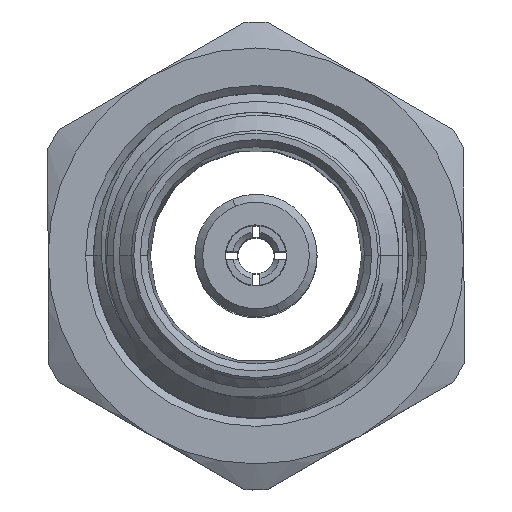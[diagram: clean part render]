
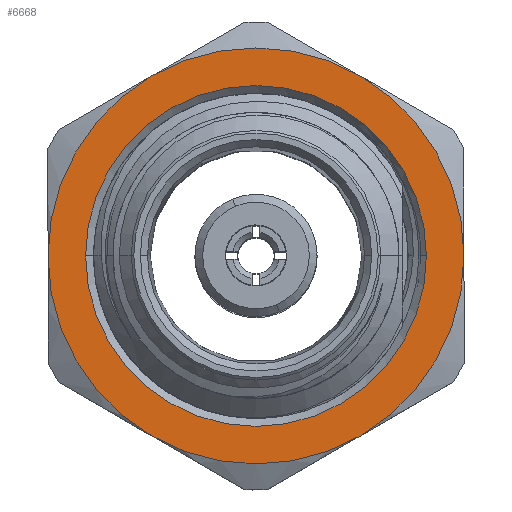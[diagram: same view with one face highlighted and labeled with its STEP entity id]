
A CAD part, top view. The second image highlights one B-rep face of the part: STEP entity #6668.
In plain terms, the highlighted planar face has unit normal (0, 0, 1).
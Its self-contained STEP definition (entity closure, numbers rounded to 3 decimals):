
#24 = CARTESIAN_POINT ( 'NONE',  ( 0., 0., 19.499 ) ) ;
#65 = CARTESIAN_POINT ( 'NONE',  ( 0., 0., 19.499 ) ) ;
#139 = ORIENTED_EDGE ( 'NONE', *, *, #699, .T. ) ;
#311 = PLANE ( 'NONE',  #6739 ) ;
#699 = EDGE_CURVE ( 'NONE', #13454, #18760, #15324, .T. ) ;
#738 = DIRECTION ( 'NONE',  ( 0., 0., 1. ) ) ;
#1036 = CARTESIAN_POINT ( 'NONE',  ( 0., 0., 19.499 ) ) ;
#1423 = EDGE_CURVE ( 'NONE', #17521, #9656, #9251, .T. ) ;
#1645 = DIRECTION ( 'NONE',  ( 1., 0., 0. ) ) ;
#1784 = DIRECTION ( 'NONE',  ( 0., 0., 1. ) ) ;
#1925 = DIRECTION ( 'NONE',  ( 1., 0., 0. ) ) ;
#2221 = CARTESIAN_POINT ( 'NONE',  ( 0., 0., 19.499 ) ) ;
#2646 = AXIS2_PLACEMENT_3D ( 'NONE', #10652, #6000, #11062 ) ;
#2807 = EDGE_CURVE ( 'NONE', #3939, #3555, #8614, .T. ) ;
#3213 = CIRCLE ( 'NONE', #11967, 8. ) ;
#3244 = CARTESIAN_POINT ( 'NONE',  ( -4.001, 6.928, 19.499 ) ) ;
#3555 = VERTEX_POINT ( 'NONE', #7875 ) ;
#3818 = EDGE_LOOP ( 'NONE', ( #14128, #12831 ) ) ;
#3871 = DIRECTION ( 'NONE',  ( 1., 0., 0. ) ) ;
#3939 = VERTEX_POINT ( 'NONE', #8310 ) ;
#4451 = EDGE_CURVE ( 'NONE', #18760, #8811, #13463, .T. ) ;
#5013 = CIRCLE ( 'NONE', #2646, 8. ) ;
#5478 = EDGE_CURVE ( 'NONE', #3555, #5986, #11765, .T. ) ;
#5986 = VERTEX_POINT ( 'NONE', #3244 ) ;
#6000 = DIRECTION ( 'NONE',  ( 0., 0., 1. ) ) ;
#6449 = DIRECTION ( 'NONE',  ( 0., 0., 1. ) ) ;
#6633 = FACE_OUTER_BOUND ( 'NONE', #14354, .T. ) ;
#6668 = ADVANCED_FACE ( 'NONE', ( #11381, #6633 ), #311, .T. ) ;
#6739 = AXIS2_PLACEMENT_3D ( 'NONE', #11590, #1784, #17818 ) ;
#7155 = DIRECTION ( 'NONE',  ( 0., 0., 1. ) ) ;
#7163 = DIRECTION ( 'NONE',  ( 1., 0., 0. ) ) ;
#7402 = ORIENTED_EDGE ( 'NONE', *, *, #5478, .T. ) ;
#7875 = CARTESIAN_POINT ( 'NONE',  ( 3.999, 6.929, 19.499 ) ) ;
#8158 = CARTESIAN_POINT ( 'NONE',  ( 0., 0., 19.499 ) ) ;
#8310 = CARTESIAN_POINT ( 'NONE',  ( 8., 0.001, 19.499 ) ) ;
#8579 = AXIS2_PLACEMENT_3D ( 'NONE', #2221, #11711, #8654 ) ;
#8614 = CIRCLE ( 'NONE', #13343, 8. ) ;
#8654 = DIRECTION ( 'NONE',  ( 1., 0., 0. ) ) ;
#8811 = VERTEX_POINT ( 'NONE', #15108 ) ;
#9251 = CIRCLE ( 'NONE', #8579, 6.555 ) ;
#9656 = VERTEX_POINT ( 'NONE', #13766 ) ;
#9663 = DIRECTION ( 'NONE',  ( 0., 0., 1. ) ) ;
#9929 = AXIS2_PLACEMENT_3D ( 'NONE', #1036, #7155, #13702 ) ;
#10645 = CARTESIAN_POINT ( 'NONE',  ( 0., 0., 19.499 ) ) ;
#10652 = CARTESIAN_POINT ( 'NONE',  ( 0., 0., 19.499 ) ) ;
#10816 = ORIENTED_EDGE ( 'NONE', *, *, #11535, .T. ) ;
#11062 = DIRECTION ( 'NONE',  ( 1., 0., 0. ) ) ;
#11381 = FACE_BOUND ( 'NONE', #3818, .T. ) ;
#11482 = CARTESIAN_POINT ( 'NONE',  ( -3.999, -6.929, 19.499 ) ) ;
#11535 = EDGE_CURVE ( 'NONE', #5986, #13454, #5013, .T. ) ;
#11590 = CARTESIAN_POINT ( 'NONE',  ( 0., 0., 19.499 ) ) ;
#11711 = DIRECTION ( 'NONE',  ( 0., 0., -1. ) ) ;
#11765 = CIRCLE ( 'NONE', #13131, 8. ) ;
#11967 = AXIS2_PLACEMENT_3D ( 'NONE', #65, #9663, #1645 ) ;
#12102 = AXIS2_PLACEMENT_3D ( 'NONE', #13584, #18641, #3871 ) ;
#12793 = DIRECTION ( 'NONE',  ( 1., 0., 0. ) ) ;
#12831 = ORIENTED_EDGE ( 'NONE', *, *, #1423, .T. ) ;
#12988 = ORIENTED_EDGE ( 'NONE', *, *, #19449, .T. ) ;
#13131 = AXIS2_PLACEMENT_3D ( 'NONE', #10645, #738, #7163 ) ;
#13180 = CARTESIAN_POINT ( 'NONE',  ( -8., -0.001, 19.499 ) ) ;
#13343 = AXIS2_PLACEMENT_3D ( 'NONE', #24, #6449, #1925 ) ;
#13454 = VERTEX_POINT ( 'NONE', #13180 ) ;
#13463 = CIRCLE ( 'NONE', #12102, 8. ) ;
#13584 = CARTESIAN_POINT ( 'NONE',  ( 0., 0., 19.499 ) ) ;
#13702 = DIRECTION ( 'NONE',  ( 1., 0., 0. ) ) ;
#13766 = CARTESIAN_POINT ( 'NONE',  ( 6.555, 0.001, 19.499 ) ) ;
#14076 = CARTESIAN_POINT ( 'NONE',  ( -6.555, -0.001, 19.499 ) ) ;
#14128 = ORIENTED_EDGE ( 'NONE', *, *, #17740, .T. ) ;
#14354 = EDGE_LOOP ( 'NONE', ( #12988, #17770, #7402, #10816, #139, #19030 ) ) ;
#14596 = DIRECTION ( 'NONE',  ( 0., 0., -1. ) ) ;
#15108 = CARTESIAN_POINT ( 'NONE',  ( 4.001, -6.928, 19.499 ) ) ;
#15324 = CIRCLE ( 'NONE', #9929, 8. ) ;
#15988 = CIRCLE ( 'NONE', #19042, 6.555 ) ;
#17521 = VERTEX_POINT ( 'NONE', #14076 ) ;
#17740 = EDGE_CURVE ( 'NONE', #9656, #17521, #15988, .T. ) ;
#17770 = ORIENTED_EDGE ( 'NONE', *, *, #2807, .T. ) ;
#17818 = DIRECTION ( 'NONE',  ( 1., 0., 0. ) ) ;
#18641 = DIRECTION ( 'NONE',  ( 0., 0., 1. ) ) ;
#18760 = VERTEX_POINT ( 'NONE', #11482 ) ;
#19030 = ORIENTED_EDGE ( 'NONE', *, *, #4451, .T. ) ;
#19042 = AXIS2_PLACEMENT_3D ( 'NONE', #8158, #14596, #12793 ) ;
#19449 = EDGE_CURVE ( 'NONE', #8811, #3939, #3213, .T. ) ;
